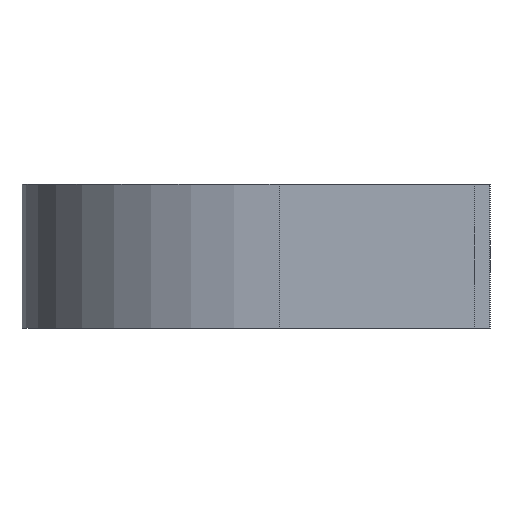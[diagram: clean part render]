
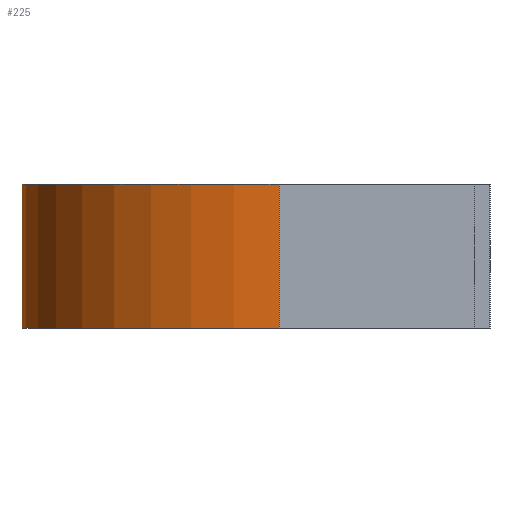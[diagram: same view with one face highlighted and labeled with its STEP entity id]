
A CAD part, left-side view. The second image highlights one B-rep face of the part: STEP entity #225.
In plain terms, the highlighted cylindrical face has radius 25 mm (diameter 50 mm), a partial arc.
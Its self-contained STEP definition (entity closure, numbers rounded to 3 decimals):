
#26 = AXIS2_PLACEMENT_3D ( 'NONE', #74, #749, #245 ) ;
#28 = VERTEX_POINT ( 'NONE', #532 ) ;
#36 = CARTESIAN_POINT ( 'NONE',  ( 16., 20.5, 14.35 ) ) ;
#47 = VERTEX_POINT ( 'NONE', #548 ) ;
#66 = EDGE_LOOP ( 'NONE', ( #239, #712, #653, #523 ) ) ;
#72 = CARTESIAN_POINT ( 'NONE',  ( 16., 20.5, 14. ) ) ;
#74 = CARTESIAN_POINT ( 'NONE',  ( 41., 20.5, -0.35 ) ) ;
#94 = EDGE_CURVE ( 'NONE', #514, #621, #125, .T. ) ;
#116 = CARTESIAN_POINT ( 'NONE',  ( 66., 20.5, 14. ) ) ;
#125 = CIRCLE ( 'NONE', #255, 25. ) ;
#153 = EDGE_CURVE ( 'NONE', #621, #47, #741, .T. ) ;
#193 = DIRECTION ( 'NONE',  ( 0., 0., -1. ) ) ;
#202 = EDGE_CURVE ( 'NONE', #514, #28, #324, .T. ) ;
#223 = DIRECTION ( 'NONE',  ( 1., 0., 0. ) ) ;
#225 = ADVANCED_FACE ( 'NONE', ( #591 ), #403, .T. ) ;
#239 = ORIENTED_EDGE ( 'NONE', *, *, #153, .F. ) ;
#245 = DIRECTION ( 'NONE',  ( 1., 0., 0. ) ) ;
#255 = AXIS2_PLACEMENT_3D ( 'NONE', #504, #723, #223 ) ;
#284 = VECTOR ( 'NONE', #193, 1000. ) ;
#291 = VECTOR ( 'NONE', #623, 1000. ) ;
#324 = LINE ( 'NONE', #733, #291 ) ;
#403 = CYLINDRICAL_SURFACE ( 'NONE', #26, 25. ) ;
#421 = EDGE_CURVE ( 'NONE', #28, #47, #640, .T. ) ;
#464 = DIRECTION ( 'NONE',  ( 0., 0., 1. ) ) ;
#466 = CARTESIAN_POINT ( 'NONE',  ( 41., 20.5, 0. ) ) ;
#504 = CARTESIAN_POINT ( 'NONE',  ( 41., 20.5, 14. ) ) ;
#514 = VERTEX_POINT ( 'NONE', #116 ) ;
#523 = ORIENTED_EDGE ( 'NONE', *, *, #421, .T. ) ;
#532 = CARTESIAN_POINT ( 'NONE',  ( 66., 20.5, 0. ) ) ;
#548 = CARTESIAN_POINT ( 'NONE',  ( 16., 20.5, 0. ) ) ;
#591 = FACE_OUTER_BOUND ( 'NONE', #66, .T. ) ;
#616 = AXIS2_PLACEMENT_3D ( 'NONE', #466, #464, #724 ) ;
#621 = VERTEX_POINT ( 'NONE', #72 ) ;
#623 = DIRECTION ( 'NONE',  ( 0., 0., -1. ) ) ;
#640 = CIRCLE ( 'NONE', #616, 25. ) ;
#653 = ORIENTED_EDGE ( 'NONE', *, *, #202, .T. ) ;
#712 = ORIENTED_EDGE ( 'NONE', *, *, #94, .F. ) ;
#723 = DIRECTION ( 'NONE',  ( 0., 0., 1. ) ) ;
#724 = DIRECTION ( 'NONE',  ( 1., 0., 0. ) ) ;
#733 = CARTESIAN_POINT ( 'NONE',  ( 66., 20.5, -0.35 ) ) ;
#741 = LINE ( 'NONE', #36, #284 ) ;
#749 = DIRECTION ( 'NONE',  ( 0., 0., 1. ) ) ;
